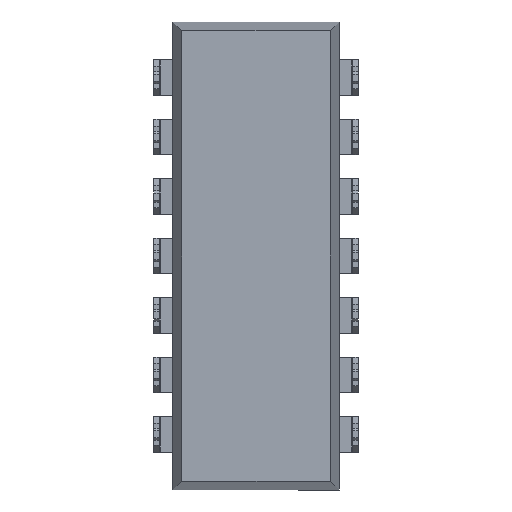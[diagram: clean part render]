
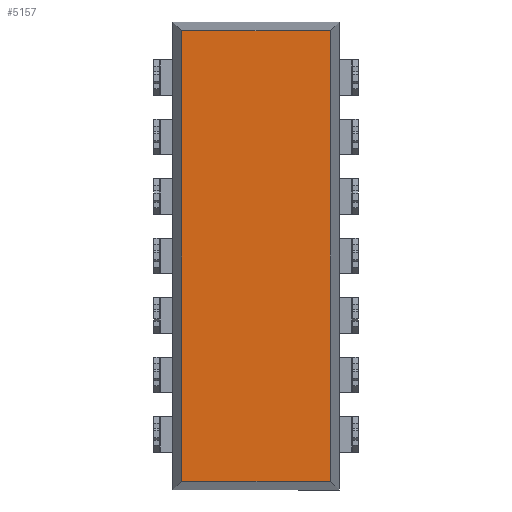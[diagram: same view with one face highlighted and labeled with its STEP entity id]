
A CAD part, front view. The second image highlights one B-rep face of the part: STEP entity #5157.
In plain terms, the highlighted planar face has unit normal (0, -1, 0).
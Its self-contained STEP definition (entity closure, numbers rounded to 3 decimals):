
#578 = LINE ( 'NONE', #8266, #3428 ) ;
#615 = ORIENTED_EDGE ( 'NONE', *, *, #3807, .T. ) ;
#717 = CARTESIAN_POINT ( 'NONE',  ( 3.55, 0.51, 9.617 ) ) ;
#823 = ORIENTED_EDGE ( 'NONE', *, *, #6725, .T. ) ;
#855 = PLANE ( 'NONE',  #5375 ) ;
#1091 = VECTOR ( 'NONE', #5241, 1000. ) ;
#1413 = DIRECTION ( 'NONE',  ( -1., 0., 0. ) ) ;
#1577 = CARTESIAN_POINT ( 'NONE',  ( -3.167, 0.51, -9.617 ) ) ;
#1624 = ORIENTED_EDGE ( 'NONE', *, *, #8109, .T. ) ;
#1759 = CARTESIAN_POINT ( 'NONE',  ( -3.167, 0.51, 9.617 ) ) ;
#2077 = LINE ( 'NONE', #717, #2121 ) ;
#2121 = VECTOR ( 'NONE', #1413, 1000. ) ;
#2266 = VERTEX_POINT ( 'NONE', #3140 ) ;
#2631 = VECTOR ( 'NONE', #6551, 1000. ) ;
#2911 = EDGE_CURVE ( 'NONE', #4449, #4241, #2077, .T. ) ;
#2929 = DIRECTION ( 'NONE',  ( 0., -1., 0. ) ) ;
#3067 = CARTESIAN_POINT ( 'NONE',  ( 3.167, 0.51, 9.617 ) ) ;
#3140 = CARTESIAN_POINT ( 'NONE',  ( 3.167, 0.51, -9.617 ) ) ;
#3289 = EDGE_LOOP ( 'NONE', ( #1624, #615, #7183, #823 ) ) ;
#3428 = VECTOR ( 'NONE', #8327, 1000. ) ;
#3807 = EDGE_CURVE ( 'NONE', #2266, #4449, #578, .T. ) ;
#3809 = FACE_OUTER_BOUND ( 'NONE', #3289, .T. ) ;
#3963 = LINE ( 'NONE', #5759, #1091 ) ;
#3970 = CARTESIAN_POINT ( 'NONE',  ( -3.167, 0.51, 10. ) ) ;
#4241 = VERTEX_POINT ( 'NONE', #1759 ) ;
#4449 = VERTEX_POINT ( 'NONE', #3067 ) ;
#5157 = ADVANCED_FACE ( 'NONE', ( #3809 ), #855, .T. ) ;
#5241 = DIRECTION ( 'NONE',  ( 1., 0., 0. ) ) ;
#5375 = AXIS2_PLACEMENT_3D ( 'NONE', #8223, #2929, #6978 ) ;
#5484 = LINE ( 'NONE', #3970, #2631 ) ;
#5759 = CARTESIAN_POINT ( 'NONE',  ( -3.55, 0.51, -9.617 ) ) ;
#6551 = DIRECTION ( 'NONE',  ( 0., 0., -1. ) ) ;
#6725 = EDGE_CURVE ( 'NONE', #4241, #6895, #5484, .T. ) ;
#6895 = VERTEX_POINT ( 'NONE', #1577 ) ;
#6978 = DIRECTION ( 'NONE',  ( 0., 0., -1. ) ) ;
#7183 = ORIENTED_EDGE ( 'NONE', *, *, #2911, .T. ) ;
#8109 = EDGE_CURVE ( 'NONE', #6895, #2266, #3963, .T. ) ;
#8223 = CARTESIAN_POINT ( 'NONE',  ( 0., 0.51, 0. ) ) ;
#8266 = CARTESIAN_POINT ( 'NONE',  ( 3.167, 0.51, -10. ) ) ;
#8327 = DIRECTION ( 'NONE',  ( 0., 0., 1. ) ) ;
